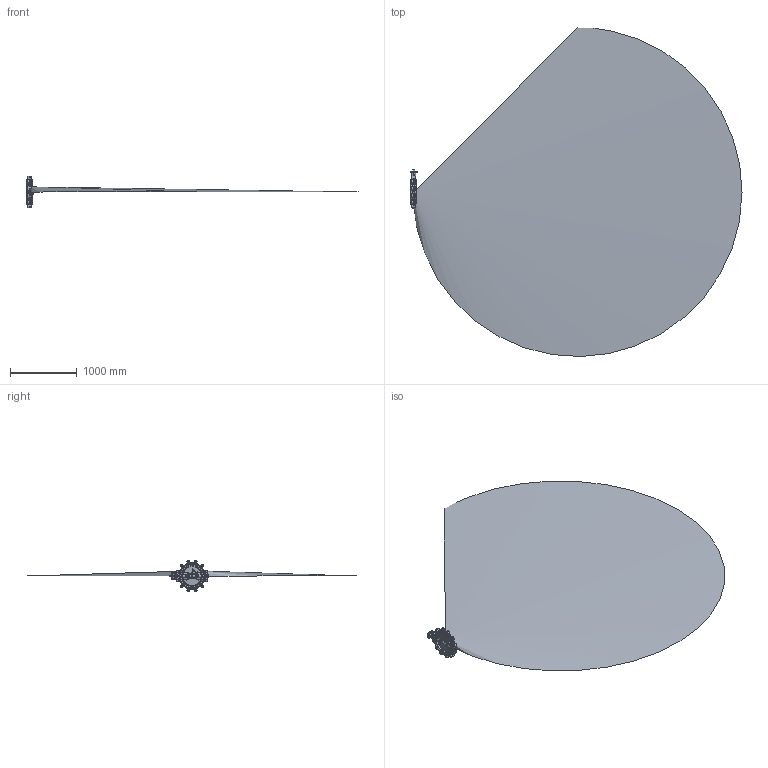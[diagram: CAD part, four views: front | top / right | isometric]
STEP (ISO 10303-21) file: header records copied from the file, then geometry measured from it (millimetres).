
FILE_DESCRIPTION (( 'STEP AP214' ), '1' );
FILE_NAME ('AK02_DN300_PN16.STEP', '2022-07-19T12:55:40', ( '' ), ( '' ), 'SwSTEP 2.0', 'SolidWorks 2021', '' );
FILE_SCHEMA (( 'AUTOMOTIVE_DESIGN' ));
Length unit declared in the file: metre
Products named in the file (1): AK02_DN300_PN16
Bounding box: 4967.36 x 4923.39 x 464.27 mm (x, y, z)
Surface area: 283002867.6 mm2
Topology: 1 solids, 2 shells, 1341 faces, 3441 edges, 2018 vertices
Faces by surface type: cylinder 377, bspline 339, torus 267, plane 235, cone 90, sphere 33
Entity records: 91999 total; most frequent: CARTESIAN_POINT 48886, ORIENTED_EDGE 6466, DIRECTION 5495, EDGE_CURVE 3233, AXIS2_PLACEMENT_3D 2244, VERTEX_POINT 1958, EDGE_LOOP 1421, ADVANCED_FACE 1333
